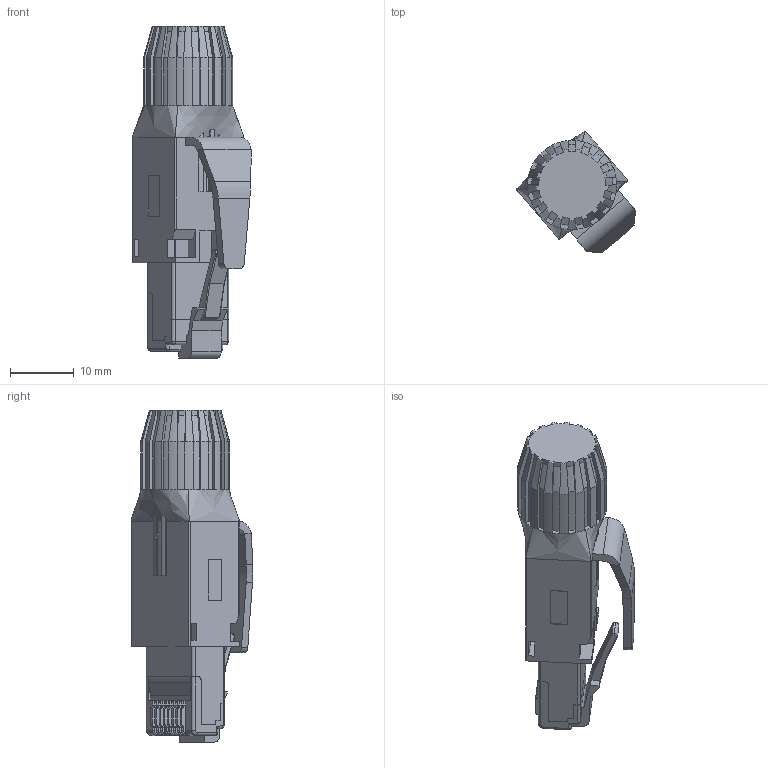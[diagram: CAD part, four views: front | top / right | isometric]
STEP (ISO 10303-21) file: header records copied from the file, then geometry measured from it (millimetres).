
FILE_DESCRIPTION((''),'2;1');
FILE_NAME('FMP18-103BB_ASM','2026-03-19T',('gongchengVI'),(''),'PRO/ENGINEER BY PARAMETRIC TECHNOLOGY CORPORATION, 2010280','PRO/ENGINEER BY PARAMETRIC TECHNOLOGY CORPORATION, 2010280','');
FILE_SCHEMA(('CONFIG_CONTROL_DESIGN'));
Length unit declared in the file: millimetre
Products named in the file (13): F5-7979; F5-8623; ____-____1; F9-17784; F9-18214; F5-18358; F9-19340; F303; ________1_4_; F5-27610; F9-28701; ASM0001_ASM; FMP18-103BB_ASM
Assembly tree (12 placements, depth 3):
  FMP18-103BB_ASM
    ASM0001_ASM
      F5-7979
      F5-8623
      ____-____1
      F9-17784
      F9-18214
      F5-18358
      F9-19340
      F303
      ________1_4_
      F5-27610
      F9-28701
Bounding box: 18.61 x 19.14 x 52.15 mm (x, y, z)
Volume: 7191.7 mm3; surface area: 5419.6 mm2
Topology: 11 solids, 11 shells, 897 faces, 2505 edges, 1623 vertices
Faces by surface type: plane 531, cylinder 302, cone 36, torus 18, bspline 10
Entity records: 29728 total; most frequent: CARTESIAN_POINT 6243, ORIENTED_EDGE 5010, DIRECTION 4750, EDGE_CURVE 2505, VECTOR 1724, LINE 1724, VERTEX_POINT 1623, AXIS2_PLACEMENT_3D 1513
